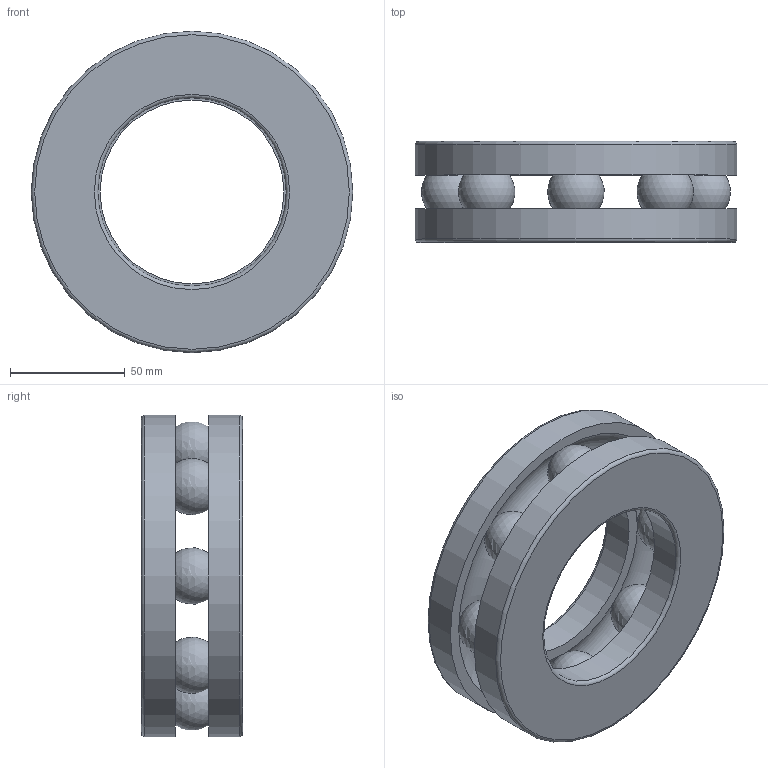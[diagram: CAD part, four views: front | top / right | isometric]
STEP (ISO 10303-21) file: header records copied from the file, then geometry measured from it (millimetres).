
FILE_DESCRIPTION(/* description */ ('STEP AP214'),/* implementation_level */ '2;1');
FILE_NAME(/* name */ '51316',/* time_stamp */ '2025-09-17T13:33:03+02:00',/* author */ ('License CC BY-ND 4.0'),/* organization */ ('CADENAS'),/* preprocessor_version */ 'ST-DEVELOPER v19.3',/* originating_system */ 'PARTsolutions',/* authorisation */ ' ');
FILE_SCHEMA (('AUTOMOTIVE_DESIGN {1 0 10303 214 3 1 1}'));
Length unit declared in the file: millimetre
Products named in the file (4): 51316; 51316 Housing raceway disc; 51316 Shaft raceway disc; 51316 Ball
Assembly tree (10 placements, depth 2):
  51316
    51316 Housing raceway disc
    51316 Shaft raceway disc
    51316 Ball  x8
Bounding box: 140 x 44 x 140 mm (x, y, z)
Volume: 314642.1 mm3; surface area: 77899.4 mm2
Topology: 10 solids, 10 shells, 24 faces, 50 edges, 32 vertices
Faces by surface type: sphere 8, torus 6, plane 6, cylinder 4
Full cylindrical faces by diameter (mm): 80 x1, 82 x1, 140 x2
Entity records: 503 total; most frequent: DIRECTION 88, CARTESIAN_POINT 61, AXIS2_PLACEMENT_3D 44, FACE_BOUND 33, ORIENTED_EDGE 32, EDGE_LOOP 32, VERTEX_POINT 17, ADVANCED_FACE 17
